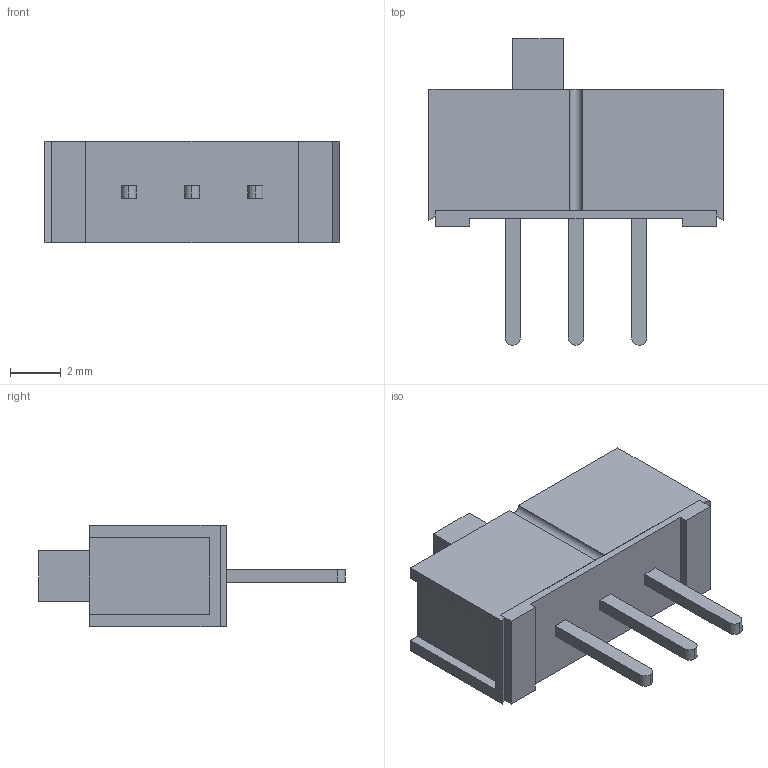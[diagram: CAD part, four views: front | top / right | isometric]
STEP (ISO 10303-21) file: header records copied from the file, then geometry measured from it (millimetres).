
FILE_DESCRIPTION (( 'STEP AP214' ), '1' );
FILE_NAME ('MINI-SPDT-SW.STEP', '2022-06-14T13:56:33', ( '' ), ( '' ), 'SwSTEP 2.0', 'SolidWorks 2018', '' );
FILE_SCHEMA (( 'AUTOMOTIVE_DESIGN' ));
Length unit declared in the file: millimetre
Products named in the file (1): MINI-SPDT-SW
Bounding box: 11.6 x 12.1 x 4 mm (x, y, z)
Volume: 235.7 mm3; surface area: 429.8 mm2
Topology: 3 solids, 3 shells, 62 faces, 156 edges, 104 vertices
Faces by surface type: plane 53, cylinder 9
Entity records: 2572 total; most frequent: CARTESIAN_POINT 323, ORIENTED_EDGE 312, DIRECTION 300, EDGE_CURVE 156, VECTOR 138, LINE 138, VERTEX_POINT 104, AXIS2_PLACEMENT_3D 81
